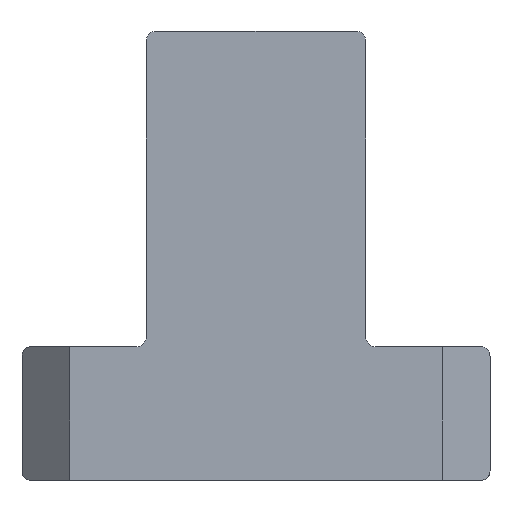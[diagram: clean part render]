
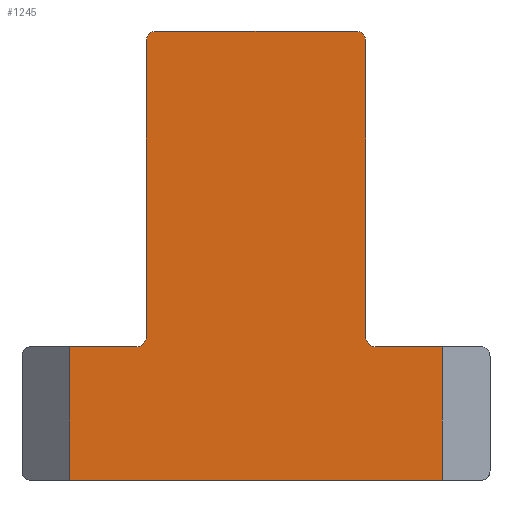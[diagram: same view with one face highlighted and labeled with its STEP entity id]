
A CAD part, top view. The second image highlights one B-rep face of the part: STEP entity #1245.
In plain terms, the highlighted planar face has unit normal (0, 0, 1).
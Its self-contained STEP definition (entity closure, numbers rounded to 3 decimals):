
#2 = EDGE_CURVE ( 'NONE', #424, #383, #508, .T. ) ;
#4 = EDGE_CURVE ( 'NONE', #641, #1627, #1378, .T. ) ;
#17 = CARTESIAN_POINT ( 'NONE',  ( -9.75, 7., 7.75 ) ) ;
#44 = DIRECTION ( 'NONE',  ( -1., 0., 0. ) ) ;
#99 = CARTESIAN_POINT ( 'NONE',  ( 5.25, 23.5, 7.75 ) ) ;
#115 = EDGE_CURVE ( 'NONE', #1558, #950, #1046, .T. ) ;
#119 = AXIS2_PLACEMENT_3D ( 'NONE', #1087, #1521, #148 ) ;
#137 = EDGE_CURVE ( 'NONE', #950, #348, #791, .T. ) ;
#139 = ORIENTED_EDGE ( 'NONE', *, *, #879, .T. ) ;
#148 = DIRECTION ( 'NONE',  ( -1., 0., 0. ) ) ;
#164 = CARTESIAN_POINT ( 'NONE',  ( -9.75, 0., 7.75 ) ) ;
#196 = VECTOR ( 'NONE', #1354, 1000. ) ;
#208 = LINE ( 'NONE', #1340, #514 ) ;
#211 = DIRECTION ( 'NONE',  ( 1., 0., 0. ) ) ;
#212 = ORIENTED_EDGE ( 'NONE', *, *, #648, .T. ) ;
#224 = CARTESIAN_POINT ( 'NONE',  ( -6.25, 7.5, 7.75 ) ) ;
#254 = DIRECTION ( 'NONE',  ( -1., 0., 0. ) ) ;
#260 = ORIENTED_EDGE ( 'NONE', *, *, #1503, .T. ) ;
#271 = DIRECTION ( 'NONE',  ( 0., 0., 1. ) ) ;
#314 = LINE ( 'NONE', #1562, #323 ) ;
#317 = AXIS2_PLACEMENT_3D ( 'NONE', #1426, #1303, #44 ) ;
#323 = VECTOR ( 'NONE', #1190, 1000. ) ;
#348 = VERTEX_POINT ( 'NONE', #621 ) ;
#383 = VERTEX_POINT ( 'NONE', #751 ) ;
#406 = CARTESIAN_POINT ( 'NONE',  ( 9.75, 7., 7.75 ) ) ;
#423 = LINE ( 'NONE', #1178, #571 ) ;
#424 = VERTEX_POINT ( 'NONE', #613 ) ;
#428 = VERTEX_POINT ( 'NONE', #1111 ) ;
#430 = VERTEX_POINT ( 'NONE', #1614 ) ;
#433 = CIRCLE ( 'NONE', #1597, 0.5 ) ;
#445 = ORIENTED_EDGE ( 'NONE', *, *, #772, .T. ) ;
#471 = FACE_OUTER_BOUND ( 'NONE', #694, .T. ) ;
#481 = CARTESIAN_POINT ( 'NONE',  ( 12.25, 7., 7.75 ) ) ;
#508 = LINE ( 'NONE', #639, #924 ) ;
#514 = VECTOR ( 'NONE', #1051, 1000. ) ;
#571 = VECTOR ( 'NONE', #1327, 1000. ) ;
#573 = CARTESIAN_POINT ( 'NONE',  ( 12.25, 0., 7.75 ) ) ;
#589 = PLANE ( 'NONE',  #119 ) ;
#604 = CIRCLE ( 'NONE', #1018, 0.5 ) ;
#613 = CARTESIAN_POINT ( 'NONE',  ( -5.75, 23., 7.75 ) ) ;
#620 = LINE ( 'NONE', #481, #196 ) ;
#621 = CARTESIAN_POINT ( 'NONE',  ( -9.75, 0., 7.75 ) ) ;
#624 = CIRCLE ( 'NONE', #957, 0.5 ) ;
#639 = CARTESIAN_POINT ( 'NONE',  ( -5.75, 7., 7.75 ) ) ;
#641 = VERTEX_POINT ( 'NONE', #832 ) ;
#647 = VECTOR ( 'NONE', #1174, 1000. ) ;
#648 = EDGE_CURVE ( 'NONE', #430, #890, #208, .T. ) ;
#660 = ORIENTED_EDGE ( 'NONE', *, *, #1077, .T. ) ;
#666 = DIRECTION ( 'NONE',  ( -1., 0., 0. ) ) ;
#694 = EDGE_LOOP ( 'NONE', ( #1619, #914, #260, #212, #929, #1625, #660, #1283, #979, #139, #987, #445 ) ) ;
#751 = CARTESIAN_POINT ( 'NONE',  ( -5.75, 7.5, 7.75 ) ) ;
#758 = CARTESIAN_POINT ( 'NONE',  ( -5.25, 23.5, 7.75 ) ) ;
#763 = EDGE_CURVE ( 'NONE', #890, #428, #620, .T. ) ;
#772 = EDGE_CURVE ( 'NONE', #383, #1558, #624, .T. ) ;
#791 = LINE ( 'NONE', #164, #647 ) ;
#832 = CARTESIAN_POINT ( 'NONE',  ( 5.75, 23., 7.75 ) ) ;
#839 = DIRECTION ( 'NONE',  ( 0., 0., -1. ) ) ;
#843 = VERTEX_POINT ( 'NONE', #758 ) ;
#879 = EDGE_CURVE ( 'NONE', #843, #424, #433, .T. ) ;
#880 = CARTESIAN_POINT ( 'NONE',  ( -5.25, 23., 7.75 ) ) ;
#890 = VERTEX_POINT ( 'NONE', #406 ) ;
#914 = ORIENTED_EDGE ( 'NONE', *, *, #137, .T. ) ;
#924 = VECTOR ( 'NONE', #1008, 1000. ) ;
#929 = ORIENTED_EDGE ( 'NONE', *, *, #763, .T. ) ;
#950 = VERTEX_POINT ( 'NONE', #17 ) ;
#957 = AXIS2_PLACEMENT_3D ( 'NONE', #224, #839, #1480 ) ;
#961 = EDGE_CURVE ( 'NONE', #1627, #843, #423, .T. ) ;
#979 = ORIENTED_EDGE ( 'NONE', *, *, #961, .T. ) ;
#987 = ORIENTED_EDGE ( 'NONE', *, *, #2, .T. ) ;
#1008 = DIRECTION ( 'NONE',  ( 0., -1., 0. ) ) ;
#1018 = AXIS2_PLACEMENT_3D ( 'NONE', #1411, #1289, #254 ) ;
#1046 = LINE ( 'NONE', #1546, #1592 ) ;
#1051 = DIRECTION ( 'NONE',  ( 0., 1., 0. ) ) ;
#1077 = EDGE_CURVE ( 'NONE', #1539, #641, #314, .T. ) ;
#1087 = CARTESIAN_POINT ( 'NONE',  ( 0., 0., 7.75 ) ) ;
#1111 = CARTESIAN_POINT ( 'NONE',  ( 6.25, 7., 7.75 ) ) ;
#1174 = DIRECTION ( 'NONE',  ( 0., -1., 0. ) ) ;
#1178 = CARTESIAN_POINT ( 'NONE',  ( -5.75, 23.5, 7.75 ) ) ;
#1190 = DIRECTION ( 'NONE',  ( 0., 1., 0. ) ) ;
#1202 = CARTESIAN_POINT ( 'NONE',  ( 5.75, 7.5, 7.75 ) ) ;
#1245 = ADVANCED_FACE ( 'NONE', ( #471 ), #589, .F. ) ;
#1266 = CARTESIAN_POINT ( 'NONE',  ( -6.25, 7., 7.75 ) ) ;
#1283 = ORIENTED_EDGE ( 'NONE', *, *, #4, .T. ) ;
#1286 = VECTOR ( 'NONE', #211, 1000. ) ;
#1289 = DIRECTION ( 'NONE',  ( 0., 0., -1. ) ) ;
#1298 = EDGE_CURVE ( 'NONE', #428, #1539, #604, .T. ) ;
#1303 = DIRECTION ( 'NONE',  ( 0., 0., 1. ) ) ;
#1327 = DIRECTION ( 'NONE',  ( -1., 0., 0. ) ) ;
#1340 = CARTESIAN_POINT ( 'NONE',  ( 9.75, 0., 7.75 ) ) ;
#1354 = DIRECTION ( 'NONE',  ( -1., 0., 0. ) ) ;
#1378 = CIRCLE ( 'NONE', #317, 0.5 ) ;
#1399 = DIRECTION ( 'NONE',  ( -1., 0., 0. ) ) ;
#1411 = CARTESIAN_POINT ( 'NONE',  ( 6.25, 7.5, 7.75 ) ) ;
#1426 = CARTESIAN_POINT ( 'NONE',  ( 5.25, 23., 7.75 ) ) ;
#1466 = LINE ( 'NONE', #573, #1286 ) ;
#1480 = DIRECTION ( 'NONE',  ( -1., 0., 0. ) ) ;
#1503 = EDGE_CURVE ( 'NONE', #348, #430, #1466, .T. ) ;
#1521 = DIRECTION ( 'NONE',  ( 0., 0., -1. ) ) ;
#1539 = VERTEX_POINT ( 'NONE', #1202 ) ;
#1546 = CARTESIAN_POINT ( 'NONE',  ( -12.25, 7., 7.75 ) ) ;
#1558 = VERTEX_POINT ( 'NONE', #1266 ) ;
#1562 = CARTESIAN_POINT ( 'NONE',  ( 5.75, 7., 7.75 ) ) ;
#1592 = VECTOR ( 'NONE', #1399, 1000. ) ;
#1597 = AXIS2_PLACEMENT_3D ( 'NONE', #880, #271, #666 ) ;
#1614 = CARTESIAN_POINT ( 'NONE',  ( 9.75, 0., 7.75 ) ) ;
#1619 = ORIENTED_EDGE ( 'NONE', *, *, #115, .T. ) ;
#1625 = ORIENTED_EDGE ( 'NONE', *, *, #1298, .T. ) ;
#1627 = VERTEX_POINT ( 'NONE', #99 ) ;
